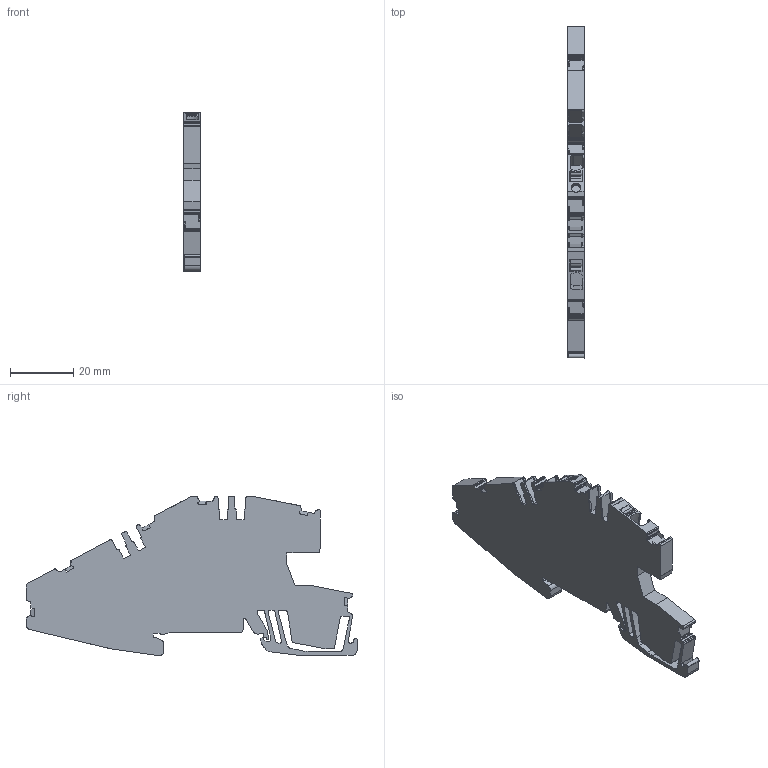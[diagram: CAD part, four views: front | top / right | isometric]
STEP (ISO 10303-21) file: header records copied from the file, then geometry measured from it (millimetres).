
FILE_DESCRIPTION(('CATIA V5 STEP Exchange','CAx-IF Rec.Pracs.--- Model Styling and Organization---1.4--- 2014-01-23'),'2;1');
FILE_NAME ('D1463597_1', '2023-06-13T09:41:32+00:00', ('none'), ('Weidmueller'), 'CATIA Version 5-6 Release 2016 SP3 HF44', 'CATIA V5 STEP AP214', 'none');
FILE_SCHEMA(('AUTOMOTIVE_DESIGN { 1 0 10303 214 1 1 1 1 }'));
Length unit declared in the file: millimetre
Products named in the file (1): 2668920000_S
Bounding box: 5.1 x 104.58 x 50.21 mm (x, y, z)
Volume: 16473.2 mm3; surface area: 9755.9 mm2
Topology: 3 solids, 3 shells, 759 faces, 2239 edges, 1488 vertices
Faces by surface type: plane 306, cylinder 283, extrusion 168, cone 2
Entity records: 27828 total; most frequent: CARTESIAN_POINT 7666, ORIENTED_EDGE 4478, DIRECTION 3139, EDGE_CURVE 2239, VECTOR 1641, VERTEX_POINT 1488, LINE 1473, AXIS2_PLACEMENT_3D 976
